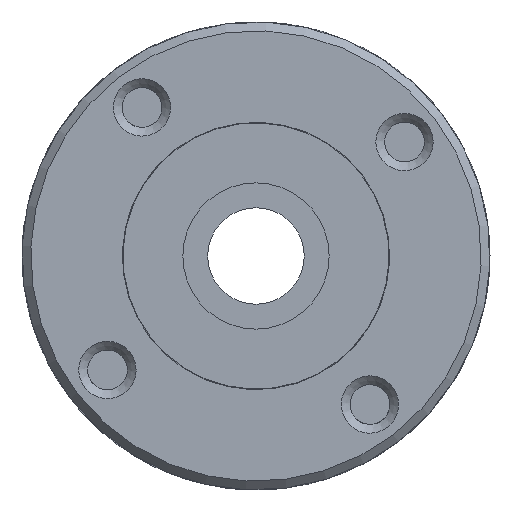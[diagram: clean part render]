
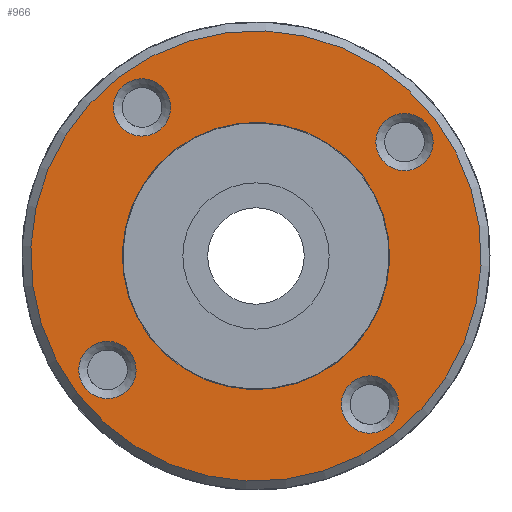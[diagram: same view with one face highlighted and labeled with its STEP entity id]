
A CAD part, left-side view. The second image highlights one B-rep face of the part: STEP entity #966.
In plain terms, the highlighted planar face has unit normal (-1, 0, 0).
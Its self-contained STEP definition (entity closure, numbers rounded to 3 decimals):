
#966 = ADVANCED_FACE( '', ( #2222, #2223, #2224, #2225, #2226, #2227 ), #2228, .T. );
#2222 = FACE_OUTER_BOUND( '', #3687, .T. );
#2223 = FACE_BOUND( '', #3688, .T. );
#2224 = FACE_BOUND( '', #3689, .T. );
#2225 = FACE_BOUND( '', #3690, .T. );
#2226 = FACE_BOUND( '', #3691, .T. );
#2227 = FACE_BOUND( '', #3692, .T. );
#2228 = PLANE( '', #3693 );
#3687 = EDGE_LOOP( '', ( #6384 ) );
#3688 = EDGE_LOOP( '', ( #6385 ) );
#3689 = EDGE_LOOP( '', ( #6386 ) );
#3690 = EDGE_LOOP( '', ( #6387 ) );
#3691 = EDGE_LOOP( '', ( #6388 ) );
#3692 = EDGE_LOOP( '', ( #6389 ) );
#3693 = AXIS2_PLACEMENT_3D( '', #6390, #6391, #6392 );
#6384 = ORIENTED_EDGE( '', *, *, #8427, .T. );
#6385 = ORIENTED_EDGE( '', *, *, #8187, .T. );
#6386 = ORIENTED_EDGE( '', *, *, #8619, .T. );
#6387 = ORIENTED_EDGE( '', *, *, #7830, .T. );
#6388 = ORIENTED_EDGE( '', *, *, #8620, .T. );
#6389 = ORIENTED_EDGE( '', *, *, #7988, .F. );
#6390 = CARTESIAN_POINT( '', ( -47., -18.128, 13.91 ) );
#6391 = DIRECTION( '', ( -1., 0., 0. ) );
#6392 = DIRECTION( '', ( 0., -0.793, 0.609 ) );
#7830 = EDGE_CURVE( '', #9300, #9300, #9301, .T. );
#7988 = EDGE_CURVE( '', #9573, #9573, #9574, .T. );
#8187 = EDGE_CURVE( '', #9886, #9886, #9887, .T. );
#8427 = EDGE_CURVE( '', #10237, #10237, #10238, .T. );
#8619 = EDGE_CURVE( '', #10483, #10483, #10484, .T. );
#8620 = EDGE_CURVE( '', #10485, #10485, #10486, .T. );
#9300 = VERTEX_POINT( '', #11493 );
#9301 = CIRCLE( '', #11494, 4.9 );
#9573 = VERTEX_POINT( '', #11909 );
#9574 = CIRCLE( '', #11910, 22.85 );
#9886 = VERTEX_POINT( '', #12330 );
#9887 = CIRCLE( '', #12331, 4.9 );
#10237 = VERTEX_POINT( '', #12899 );
#10238 = CIRCLE( '', #12900, 38.5 );
#10483 = VERTEX_POINT( '', #13265 );
#10484 = CIRCLE( '', #13266, 4.9 );
#10485 = VERTEX_POINT( '', #13267 );
#10486 = CIRCLE( '', #13268, 4.9 );
#11493 = CARTESIAN_POINT( '', ( -47., -23.368, -22.404 ) );
#11494 = AXIS2_PLACEMENT_3D( '', #13975, #13976, #13977 );
#11909 = CARTESIAN_POINT( '', ( -47., -18.128, 13.91 ) );
#11910 = AXIS2_PLACEMENT_3D( '', #14209, #14210, #14211 );
#12330 = CARTESIAN_POINT( '', ( -47., 15.593, 28.37 ) );
#12331 = AXIS2_PLACEMENT_3D( '', #14493, #14494, #14495 );
#12899 = CARTESIAN_POINT( '', ( -47., -30.544, 23.437 ) );
#12900 = AXIS2_PLACEMENT_3D( '', #14794, #14795, #14796 );
#13265 = CARTESIAN_POINT( '', ( -47., 21.5, -16.497 ) );
#13266 = AXIS2_PLACEMENT_3D( '', #15035, #15036, #15037 );
#13267 = CARTESIAN_POINT( '', ( -47., -29.275, 22.463 ) );
#13268 = AXIS2_PLACEMENT_3D( '', #15038, #15039, #15040 );
#13975 = CARTESIAN_POINT( '', ( -47., -19.48, -25.387 ) );
#13976 = DIRECTION( '', ( 1., 0., 0. ) );
#13977 = DIRECTION( '', ( 0., -0.793, 0.609 ) );
#14209 = CARTESIAN_POINT( '', ( -47., 0., 0. ) );
#14210 = DIRECTION( '', ( -1., 0., 0. ) );
#14211 = DIRECTION( '', ( 0., -0.793, 0.609 ) );
#14493 = CARTESIAN_POINT( '', ( -47., 19.48, 25.387 ) );
#14494 = DIRECTION( '', ( 1., 0., 0. ) );
#14495 = DIRECTION( '', ( 0., -0.793, 0.609 ) );
#14794 = CARTESIAN_POINT( '', ( -47., 0., 0. ) );
#14795 = DIRECTION( '', ( -1., 0., 0. ) );
#14796 = DIRECTION( '', ( 0., -0.793, 0.609 ) );
#15035 = CARTESIAN_POINT( '', ( -47., 25.387, -19.48 ) );
#15036 = DIRECTION( '', ( 1., 0., 0. ) );
#15037 = DIRECTION( '', ( 0., -0.793, 0.609 ) );
#15038 = CARTESIAN_POINT( '', ( -47., -25.387, 19.48 ) );
#15039 = DIRECTION( '', ( 1., 0., 0. ) );
#15040 = DIRECTION( '', ( 0., -0.793, 0.609 ) );
